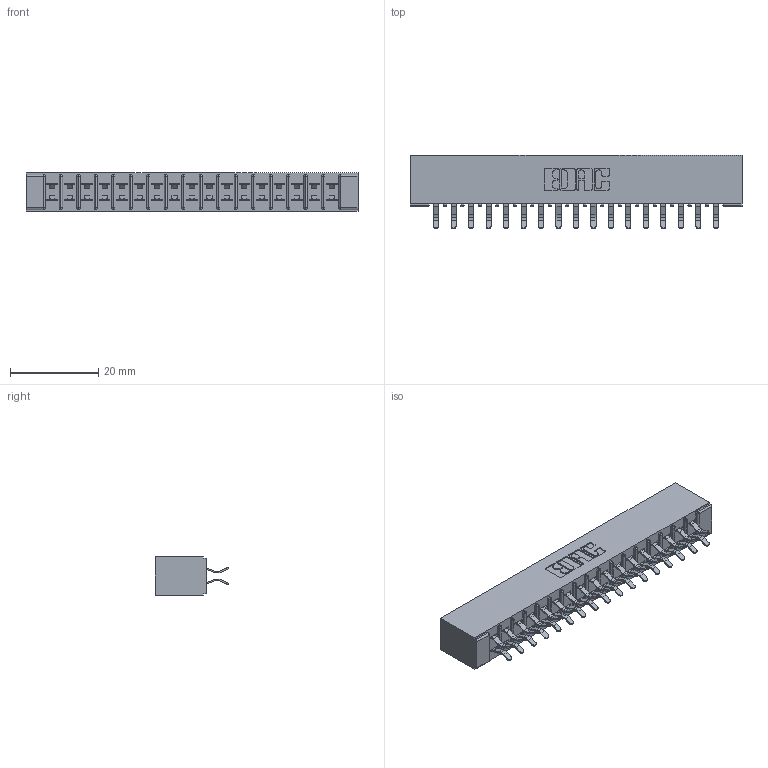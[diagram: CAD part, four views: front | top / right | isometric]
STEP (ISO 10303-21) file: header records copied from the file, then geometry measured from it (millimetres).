
FILE_DESCRIPTION (( 'STEP AP203' ), '1' );
FILE_NAME ('315-034-556-201.STEP', '2019-09-10T16:00:27', ( '' ), ( '' ), 'SwSTEP 2.0', 'SolidWorks 2016', '' );
FILE_SCHEMA (( 'CONFIG_CONTROL_DESIGN' ));
Length unit declared in the file: inch
Products named in the file (3): 305-290-001_556; 315-034-556-201; 305 Part_No Mounting
Assembly tree (35 placements, depth 2):
  315-034-556-201
    305 Part_No Mounting
    305-290-001_556  x34
Bounding box: 75.23 x 16.64 x 8.71 mm (x, y, z)
Volume: 4915.7 mm3; surface area: 9554.8 mm2
Topology: 35 solids, 35 shells, 2012 faces, 5783 edges, 3762 vertices
Faces by surface type: plane 1118, cylinder 826, sphere 68
Entity records: 21394 total; most frequent: CARTESIAN_POINT 3541, ORIENTED_EDGE 3510, DIRECTION 3447, EDGE_CURVE 1755, VECTOR 1391, LINE 1391, VERTEX_POINT 1122, AXIS2_PLACEMENT_3D 1028
